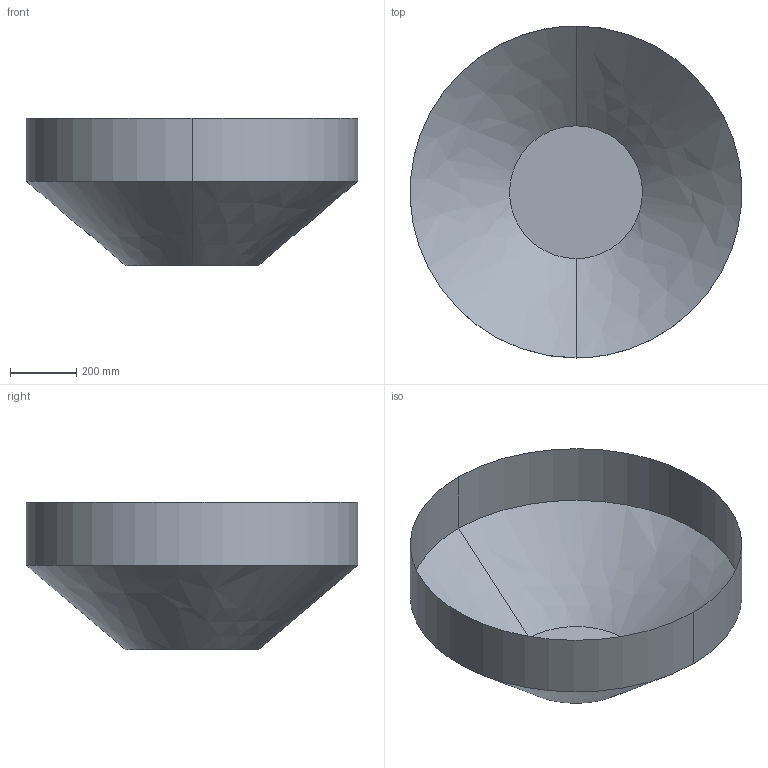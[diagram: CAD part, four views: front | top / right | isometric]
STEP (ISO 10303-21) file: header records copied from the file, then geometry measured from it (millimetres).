
FILE_DESCRIPTION(/* description */ (''),/* implementation_level */ '2;1');
FILE_NAME(/* name */ 'LUPA_Fall2022_float_hull_split',/* time_stamp */ '2025-03-19T15:41:38-07:00',/* author */ (''),/* organization */ (''),/* preprocessor_version */ 'ST-DEVELOPER v16.5',/* originating_system */ 'Rhino 7.13',/* authorisation */ '');
FILE_SCHEMA (('CONFIG_CONTROL_DESIGN'));
Length unit declared in the file: metre
Products named in the file (1): Document
Bounding box: 998.54 x 1000 x 444.38 mm (x, y, z)
Surface area: 1589789.2 mm2 (no closed solid volume)
Topology: 0 solids, 1 shells, 5 faces, 10 edges, 6 vertices
Faces by surface type: cylinder 2, bspline 2, plane 1
Entity records: 223 total; most frequent: CARTESIAN_POINT 69, ORIENTED_EDGE 18, EDGE_CURVE 10, ORGANIZATION 7, PERSON_AND_ORGANIZATION 7, DIRECTION 7, VERTEX_POINT 6, ADVANCED_FACE 5
